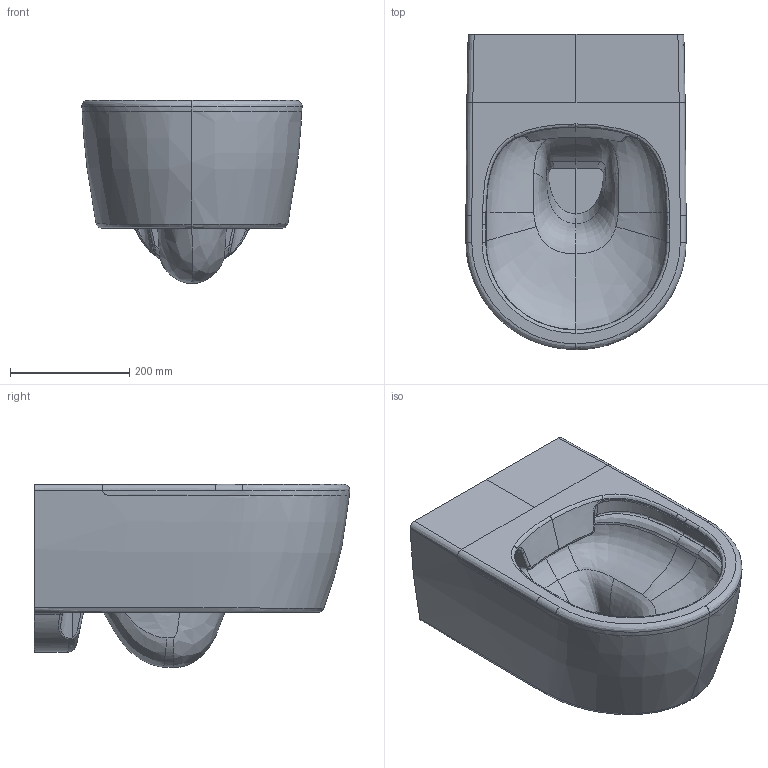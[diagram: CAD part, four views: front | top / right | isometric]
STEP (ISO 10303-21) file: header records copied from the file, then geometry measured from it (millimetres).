
FILE_DESCRIPTION(/* description */ (''),/* implementation_level */ '2;1');
FILE_NAME(/* name */ '5656RS_Avento_Combi_Pack.stp',/* time_stamp */ '2019-01-31T14:03:47+01:00',/* author */ (''),/* organization */ (''),/* preprocessor_version */ 'ST-DEVELOPER v16',/* originating_system */ 'SIEMENS PLM Software NX 10.0',/* authorisation */ '');
FILE_SCHEMA (('AUTOMOTIVE_DESIGN { 1 0 10303 214 3 1 1 1 }'));
Products named in the file (1): math2F08A81B6o34
Bounding box: 369.98 x 530 x 307.73 mm (x, y, z)
Volume: 25786864.7 mm3; surface area: 858995.3 mm2
Topology: 1 solids, 1 shells, 220 faces, 519 edges, 301 vertices
Faces by surface type: bspline 188, plane 20, cylinder 10, cone 2
Entity records: 33959 total; most frequent: CARTESIAN_POINT 30801, ORIENTED_EDGE 1036, EDGE_CURVE 518, B_SPLINE_CURVE_WITH_KNOTS 398, VERTEX_POINT 301, EDGE_LOOP 221, ADVANCED_FACE 220, FACE_OUTER_BOUND 219
